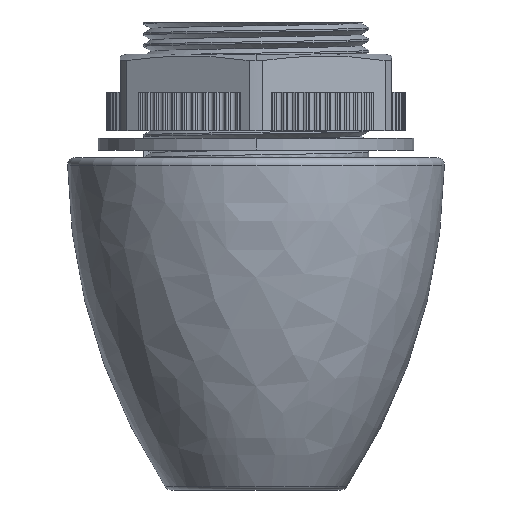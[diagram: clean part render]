
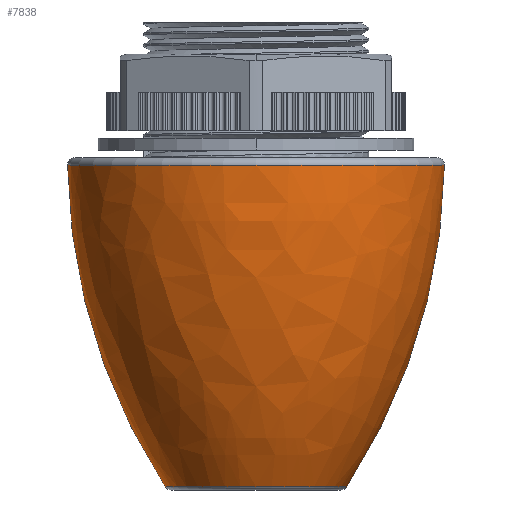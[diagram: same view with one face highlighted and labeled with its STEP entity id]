
A CAD part, left-side view. The second image highlights one B-rep face of the part: STEP entity #7838.
In plain terms, the highlighted free-form (B-spline) face has degree [3, 3] with [7, 4] control points.
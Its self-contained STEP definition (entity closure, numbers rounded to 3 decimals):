
#3850=CARTESIAN_POINT('',(0.,0.,-1.013));
#3851=DIRECTION('',(0.,0.,1.));
#3852=DIRECTION('',(0.,1.,0.));
#3853=AXIS2_PLACEMENT_3D('',#3850,#3851,#3852);
#3855=CARTESIAN_POINT('',(0.,55.,0.));
#3856=DIRECTION('',(-1.,0.,0.));
#3857=DIRECTION('',(0.,-0.838,-0.546));
#3858=AXIS2_PLACEMENT_3D('',#3855,#3856,#3857);
#3860=CARTESIAN_POINT('',(0.,0.,-43.641));
#3861=DIRECTION('',(0.,0.,1.));
#3862=DIRECTION('',(0.,1.,0.));
#3863=AXIS2_PLACEMENT_3D('',#3860,#3861,#3862);
#3865=CARTESIAN_POINT('',(0.,-55.,0.));
#3866=DIRECTION('',(1.,0.,0.));
#3867=DIRECTION('',(0.,0.838,-0.546));
#3868=AXIS2_PLACEMENT_3D('',#3865,#3866,#3867);
#4337=CARTESIAN_POINT('',(0.,-12.048,-43.641));
#4338=CARTESIAN_POINT('',(0.,12.048,-43.641));
#4339=VERTEX_POINT('',#4337);
#4340=VERTEX_POINT('',#4338);
#4349=CARTESIAN_POINT('',(0.,24.994,-1.013));
#4350=CARTESIAN_POINT('',(0.,-24.994,-1.013));
#4351=VERTEX_POINT('',#4349);
#4352=VERTEX_POINT('',#4350);
#7802=CARTESIAN_POINT('',(1.57,-24.951,
-0.11));
#7803=CARTESIAN_POINT('',(1.568,-24.929,
-15.99));
#7804=CARTESIAN_POINT('',(1.279,-20.324,
-31.185));
#7805=CARTESIAN_POINT('',(0.725,-11.528,
-44.395));
#7806=CARTESIAN_POINT('',(-13.785,-25.917,
-0.11));
#7807=CARTESIAN_POINT('',(-13.773,-25.894,
-15.99));
#7808=CARTESIAN_POINT('',(-11.228,-21.11,
-31.185));
#7809=CARTESIAN_POINT('',(-6.369,-11.975,
-44.395));
#7810=CARTESIAN_POINT('',(-25.,-15.385,
-0.11));
#7811=CARTESIAN_POINT('',(-24.978,-15.372,
-15.99));
#7812=CARTESIAN_POINT('',(-20.364,-12.532,
-31.185));
#7813=CARTESIAN_POINT('',(-11.551,-7.109,
-44.395));
#7814=CARTESIAN_POINT('',(-25.,0.,
-0.11));
#7815=CARTESIAN_POINT('',(-24.978,0.,
-15.99));
#7816=CARTESIAN_POINT('',(-20.364,0.,
-31.185));
#7817=CARTESIAN_POINT('',(-11.551,0.,-44.395));
#7818=CARTESIAN_POINT('',(-25.,15.385,
-0.11));
#7819=CARTESIAN_POINT('',(-24.978,15.372,
-15.99));
#7820=CARTESIAN_POINT('',(-20.364,12.532,
-31.185));
#7821=CARTESIAN_POINT('',(-11.551,7.109,
-44.395));
#7822=CARTESIAN_POINT('',(-13.785,25.917,
-0.11));
#7823=CARTESIAN_POINT('',(-13.773,25.894,
-15.99));
#7824=CARTESIAN_POINT('',(-11.228,21.11,
-31.185));
#7825=CARTESIAN_POINT('',(-6.369,11.975,
-44.395));
#7826=CARTESIAN_POINT('',(1.57,24.951,
-0.11));
#7827=CARTESIAN_POINT('',(1.568,24.929,-15.99));
#7828=CARTESIAN_POINT('',(1.279,20.324,-31.185));
#7829=CARTESIAN_POINT('',(0.725,11.528,
-44.395));
#7830=(BOUNDED_SURFACE()B_SPLINE_SURFACE(3,3,((#7802,#7803,#7804,#7805),(#7806,
#7807,#7808,#7809),(#7810,#7811,#7812,#7813),(#7814,#7815,#7816,#7817),(#7818,
#7819,#7820,#7821),(#7822,#7823,#7824,#7825),(#7826,#7827,#7828,#7829)),
.UNSPECIFIED.,.F.,.F.,.F.)B_SPLINE_SURFACE_WITH_KNOTS((4,3,4),(4,4),(0.,1.,
2.),(0.,1.),.UNSPECIFIED.)GEOMETRIC_REPRESENTATION_ITEM()RATIONAL_B_SPLINE_SURFACE(((1.213,1.179,1.179,1.213),(
0.958,0.931,0.931,0.958),(
0.958,0.931,0.931,0.958),(
1.213,1.179,1.179,1.213),(
0.958,0.931,0.931,0.958),(
0.958,0.931,0.931,0.958),(
1.213,1.179,1.179,1.213)))REPRESENTATION_ITEM('')SURFACE());
#7831=ORIENTED_EDGE('',*,*,#7796,.T.);
#7832=ORIENTED_EDGE('',*,*,#7754,.F.);
#7834=ORIENTED_EDGE('',*,*,#7833,.F.);
#7835=ORIENTED_EDGE('',*,*,#7751,.T.);
#7836=EDGE_LOOP('',(#7831,#7832,#7834,#7835));
#7837=FACE_OUTER_BOUND('',#7836,.F.);
#7838=ADVANCED_FACE('',(#7837),#7830,.T.);
#3854=CIRCLE('',#3853,24.994);
#3859=CIRCLE('',#3858,80.);
#3864=CIRCLE('',#3863,12.048);
#3869=CIRCLE('',#3868,80.);
#7751=EDGE_CURVE('',#4340,#4351,#3869,.T.);
#7754=EDGE_CURVE('',#4339,#4352,#3859,.T.);
#7796=EDGE_CURVE('',#4351,#4352,#3854,.T.);
#7833=EDGE_CURVE('',#4340,#4339,#3864,.T.);
